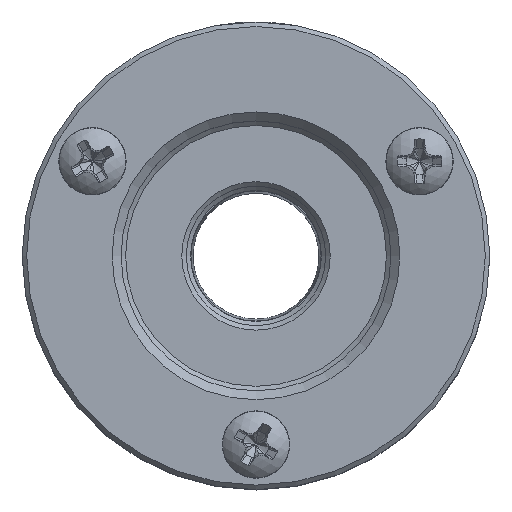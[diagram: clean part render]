
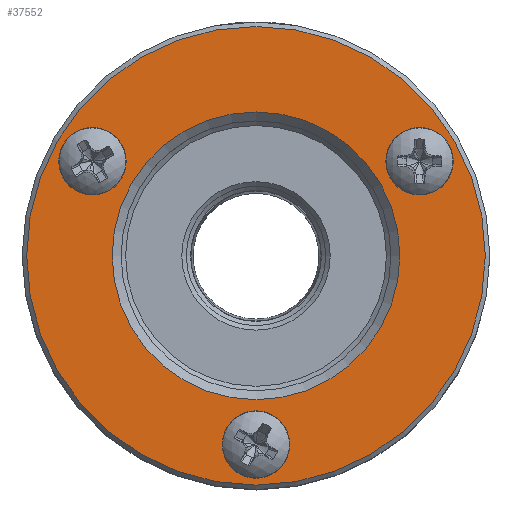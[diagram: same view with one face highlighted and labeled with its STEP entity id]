
A CAD part, top view. The second image highlights one B-rep face of the part: STEP entity #37552.
In plain terms, the highlighted planar face has unit normal (0, 0, 1).
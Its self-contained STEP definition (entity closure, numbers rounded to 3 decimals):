
#37531 = EDGE_CURVE('',#37532,#37532,#37534,.T.);
#37532 = VERTEX_POINT('',#37533);
#37533 = CARTESIAN_POINT('',(25.5,0.,31.45));
#37534 = CIRCLE('',#37535,25.5);
#37535 = AXIS2_PLACEMENT_3D('',#37536,#37537,#37538);
#37536 = CARTESIAN_POINT('',(0.,0.,31.45
    ));
#37537 = DIRECTION('',(0.,0.,-1.));
#37538 = DIRECTION('',(-1.,0.,0.));
#37552 = ADVANCED_FACE('',(#37553,#37556,#37567,#37578,#37589),#37600,
  .T.);
#37553 = FACE_BOUND('',#37554,.T.);
#37554 = EDGE_LOOP('',(#37555));
#37555 = ORIENTED_EDGE('',*,*,#37531,.F.);
#37556 = FACE_BOUND('',#37557,.T.);
#37557 = EDGE_LOOP('',(#37558));
#37558 = ORIENTED_EDGE('',*,*,#37559,.F.);
#37559 = EDGE_CURVE('',#37560,#37560,#37562,.T.);
#37560 = VERTEX_POINT('',#37561);
#37561 = CARTESIAN_POINT('',(2.25,-21.,31.45));
#37562 = CIRCLE('',#37563,2.25);
#37563 = AXIS2_PLACEMENT_3D('',#37564,#37565,#37566);
#37564 = CARTESIAN_POINT('',(0.,-21.,31.45));
#37565 = DIRECTION('',(0.,0.,1.));
#37566 = DIRECTION('',(-1.,0.,0.));
#37567 = FACE_BOUND('',#37568,.T.);
#37568 = EDGE_LOOP('',(#37569));
#37569 = ORIENTED_EDGE('',*,*,#37570,.F.);
#37570 = EDGE_CURVE('',#37571,#37571,#37573,.T.);
#37571 = VERTEX_POINT('',#37572);
#37572 = CARTESIAN_POINT('',(20.437,10.5,31.45));
#37573 = CIRCLE('',#37574,2.25);
#37574 = AXIS2_PLACEMENT_3D('',#37575,#37576,#37577);
#37575 = CARTESIAN_POINT('',(18.187,10.5,31.45));
#37576 = DIRECTION('',(0.,0.,1.));
#37577 = DIRECTION('',(-1.,0.,0.));
#37578 = FACE_BOUND('',#37579,.T.);
#37579 = EDGE_LOOP('',(#37580));
#37580 = ORIENTED_EDGE('',*,*,#37581,.F.);
#37581 = EDGE_CURVE('',#37582,#37582,#37584,.T.);
#37582 = VERTEX_POINT('',#37583);
#37583 = CARTESIAN_POINT('',(16.,0.,31.45));
#37584 = CIRCLE('',#37585,16.);
#37585 = AXIS2_PLACEMENT_3D('',#37586,#37587,#37588);
#37586 = CARTESIAN_POINT('',(0.,0.,31.45
    ));
#37587 = DIRECTION('',(0.,0.,1.));
#37588 = DIRECTION('',(-1.,0.,0.));
#37589 = FACE_BOUND('',#37590,.T.);
#37590 = EDGE_LOOP('',(#37591));
#37591 = ORIENTED_EDGE('',*,*,#37592,.F.);
#37592 = EDGE_CURVE('',#37593,#37593,#37595,.T.);
#37593 = VERTEX_POINT('',#37594);
#37594 = CARTESIAN_POINT('',(-15.937,10.5,31.45));
#37595 = CIRCLE('',#37596,2.25);
#37596 = AXIS2_PLACEMENT_3D('',#37597,#37598,#37599);
#37597 = CARTESIAN_POINT('',(-18.187,10.5,31.45));
#37598 = DIRECTION('',(0.,0.,1.));
#37599 = DIRECTION('',(-1.,0.,0.));
#37600 = PLANE('',#37601);
#37601 = AXIS2_PLACEMENT_3D('',#37602,#37603,#37604);
#37602 = CARTESIAN_POINT('',(0.,0.,31.45));
#37603 = DIRECTION('',(0.,0.,1.));
#37604 = DIRECTION('',(-1.,0.,0.));
